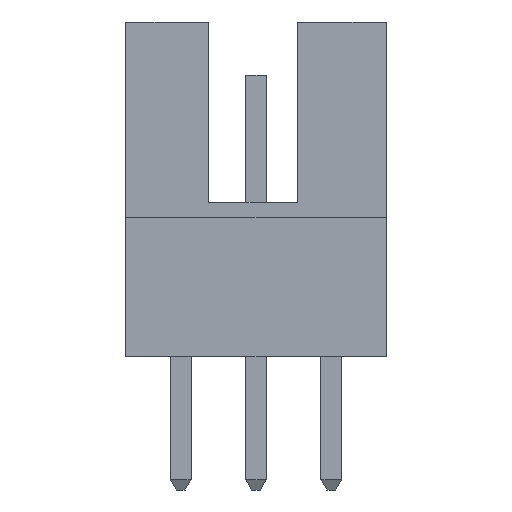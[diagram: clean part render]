
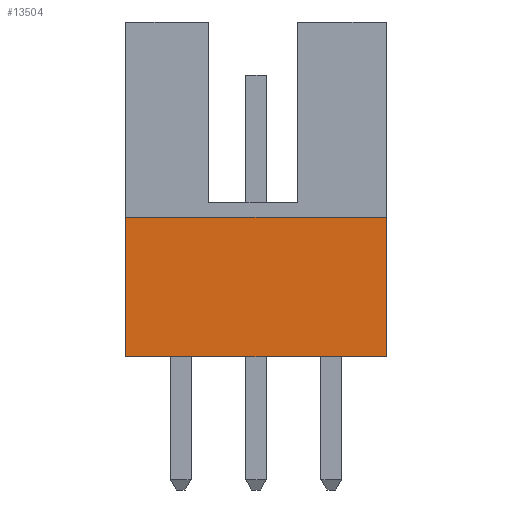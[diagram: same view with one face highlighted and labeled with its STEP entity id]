
A CAD part, left-side view. The second image highlights one B-rep face of the part: STEP entity #13504.
In plain terms, the highlighted planar face has unit normal (-1, 0, 0).
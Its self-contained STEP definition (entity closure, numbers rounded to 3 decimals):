
#1473 = VECTOR ( 'NONE', #13239, 1000. ) ;
#1535 = PLANE ( 'NONE',  #9405 ) ;
#2013 = VECTOR ( 'NONE', #20045, 1000. ) ;
#2656 = VECTOR ( 'NONE', #10669, 1000. ) ;
#3293 = CARTESIAN_POINT ( 'NONE',  ( -27.45, -4.4, 4.7 ) ) ;
#4016 = EDGE_CURVE ( 'NONE', #5151, #19534, #18116, .T. ) ;
#4048 = CARTESIAN_POINT ( 'NONE',  ( -27.45, 4.4, 4.7 ) ) ;
#4211 = CARTESIAN_POINT ( 'NONE',  ( -27.45, 4.4, 0. ) ) ;
#5151 = VERTEX_POINT ( 'NONE', #11381 ) ;
#5225 = CARTESIAN_POINT ( 'NONE',  ( -27.45, -4.4, 0. ) ) ;
#5237 = DIRECTION ( 'NONE',  ( 1., 0., 0. ) ) ;
#6698 = CARTESIAN_POINT ( 'NONE',  ( -27.45, 4.4, 4.7 ) ) ;
#6906 = CARTESIAN_POINT ( 'NONE',  ( -27.45, 4.4, 4.7 ) ) ;
#7474 = ORIENTED_EDGE ( 'NONE', *, *, #4016, .T. ) ;
#8875 = CARTESIAN_POINT ( 'NONE',  ( -27.45, -4.4, 4.7 ) ) ;
#9405 = AXIS2_PLACEMENT_3D ( 'NONE', #6906, #5237, #15000 ) ;
#9820 = VERTEX_POINT ( 'NONE', #3293 ) ;
#10669 = DIRECTION ( 'NONE',  ( 0., 0., -1. ) ) ;
#11381 = CARTESIAN_POINT ( 'NONE',  ( -27.45, 4.4, 4.7 ) ) ;
#12169 = EDGE_LOOP ( 'NONE', ( #16131, #14484, #17802, #7474 ) ) ;
#12357 = LINE ( 'NONE', #8875, #2656 ) ;
#13126 = FACE_OUTER_BOUND ( 'NONE', #12169, .T. ) ;
#13239 = DIRECTION ( 'NONE',  ( 0., 0., -1. ) ) ;
#13504 = ADVANCED_FACE ( 'NONE', ( #13126 ), #1535, .F. ) ;
#13709 = LINE ( 'NONE', #4048, #2013 ) ;
#14484 = ORIENTED_EDGE ( 'NONE', *, *, #15309, .F. ) ;
#15000 = DIRECTION ( 'NONE',  ( 0., 0., -1. ) ) ;
#15171 = VERTEX_POINT ( 'NONE', #5225 ) ;
#15309 = EDGE_CURVE ( 'NONE', #9820, #15171, #12357, .T. ) ;
#15507 = VECTOR ( 'NONE', #16826, 1000. ) ;
#15662 = EDGE_CURVE ( 'NONE', #5151, #9820, #13709, .T. ) ;
#16131 = ORIENTED_EDGE ( 'NONE', *, *, #18947, .T. ) ;
#16826 = DIRECTION ( 'NONE',  ( 0., -1., 0. ) ) ;
#17802 = ORIENTED_EDGE ( 'NONE', *, *, #15662, .F. ) ;
#18067 = LINE ( 'NONE', #18388, #15507 ) ;
#18116 = LINE ( 'NONE', #6698, #1473 ) ;
#18388 = CARTESIAN_POINT ( 'NONE',  ( -27.45, 4.4, 0. ) ) ;
#18947 = EDGE_CURVE ( 'NONE', #19534, #15171, #18067, .T. ) ;
#19534 = VERTEX_POINT ( 'NONE', #4211 ) ;
#20045 = DIRECTION ( 'NONE',  ( 0., -1., 0. ) ) ;
